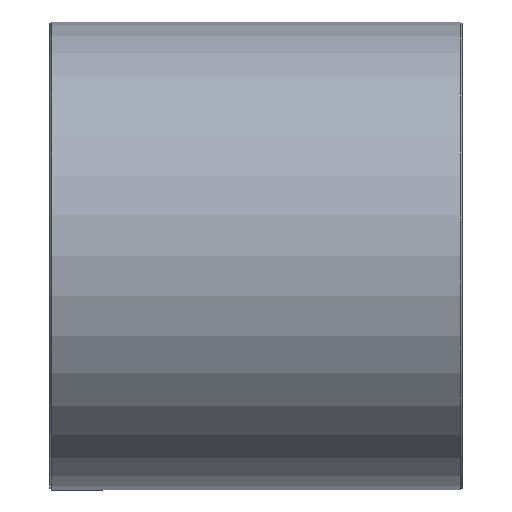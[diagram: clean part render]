
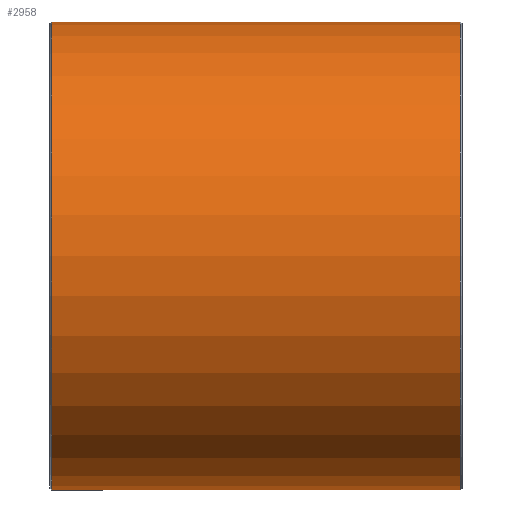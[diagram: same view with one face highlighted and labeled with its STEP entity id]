
A CAD part, top view. The second image highlights one B-rep face of the part: STEP entity #2958.
In plain terms, the highlighted cylindrical face has radius 27.25 mm (diameter 54.5 mm), a partial arc.
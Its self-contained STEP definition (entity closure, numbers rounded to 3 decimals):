
#71 = EDGE_CURVE ( 'NONE', #3768, #6354, #3273, .T. ) ;
#101 = CIRCLE ( 'NONE', #3860, 27.25 ) ;
#608 = CARTESIAN_POINT ( 'NONE',  ( -9., 27.25, 0. ) ) ;
#634 = CARTESIAN_POINT ( 'NONE',  ( -9., -27.25, 0. ) ) ;
#1140 = DIRECTION ( 'NONE',  ( -1., 0., 0. ) ) ;
#1482 = CARTESIAN_POINT ( 'NONE',  ( -23.8, -27.25, 0. ) ) ;
#1635 = CARTESIAN_POINT ( 'NONE',  ( -23.8, 27.25, 0. ) ) ;
#1647 = AXIS2_PLACEMENT_3D ( 'NONE', #3144, #4083, #3612 ) ;
#1709 = EDGE_CURVE ( 'NONE', #3768, #2605, #3661, .T. ) ;
#1743 = VECTOR ( 'NONE', #1140, 1000. ) ;
#2215 = LINE ( 'NONE', #608, #5505 ) ;
#2255 = ORIENTED_EDGE ( 'NONE', *, *, #5811, .F. ) ;
#2605 = VERTEX_POINT ( 'NONE', #1482 ) ;
#2645 = CARTESIAN_POINT ( 'NONE',  ( 23.8, 27.25, 0. ) ) ;
#2666 = DIRECTION ( 'NONE',  ( 0., -1., 0. ) ) ;
#2731 = CARTESIAN_POINT ( 'NONE',  ( -23.8, 0., 0. ) ) ;
#2740 = CARTESIAN_POINT ( 'NONE',  ( 23.8, -27.25, 0. ) ) ;
#2958 = ADVANCED_FACE ( 'NONE', ( #5525 ), #5181, .T. ) ;
#3144 = CARTESIAN_POINT ( 'NONE',  ( 23.8, 0., 0. ) ) ;
#3273 = CIRCLE ( 'NONE', #1647, 27.25 ) ;
#3276 = DIRECTION ( 'NONE',  ( -1., 0., 0. ) ) ;
#3612 = DIRECTION ( 'NONE',  ( 0., -1., 0. ) ) ;
#3661 = LINE ( 'NONE', #634, #1743 ) ;
#3768 = VERTEX_POINT ( 'NONE', #2740 ) ;
#3860 = AXIS2_PLACEMENT_3D ( 'NONE', #2731, #3276, #2666 ) ;
#4070 = EDGE_CURVE ( 'NONE', #6354, #4345, #2215, .T. ) ;
#4083 = DIRECTION ( 'NONE',  ( -1., 0., 0. ) ) ;
#4269 = DIRECTION ( 'NONE',  ( -1., 0., 0. ) ) ;
#4345 = VERTEX_POINT ( 'NONE', #1635 ) ;
#4957 = DIRECTION ( 'NONE',  ( -1., 0., 0. ) ) ;
#4978 = ORIENTED_EDGE ( 'NONE', *, *, #1709, .F. ) ;
#4984 = ORIENTED_EDGE ( 'NONE', *, *, #4070, .T. ) ;
#4994 = DIRECTION ( 'NONE',  ( 0., -1., 0. ) ) ;
#5083 = AXIS2_PLACEMENT_3D ( 'NONE', #6183, #4957, #4994 ) ;
#5181 = CYLINDRICAL_SURFACE ( 'NONE', #5083, 27.25 ) ;
#5505 = VECTOR ( 'NONE', #4269, 1000. ) ;
#5525 = FACE_OUTER_BOUND ( 'NONE', #5670, .T. ) ;
#5670 = EDGE_LOOP ( 'NONE', ( #6171, #4984, #2255, #4978 ) ) ;
#5811 = EDGE_CURVE ( 'NONE', #2605, #4345, #101, .T. ) ;
#6171 = ORIENTED_EDGE ( 'NONE', *, *, #71, .T. ) ;
#6183 = CARTESIAN_POINT ( 'NONE',  ( -9., 0., 0. ) ) ;
#6354 = VERTEX_POINT ( 'NONE', #2645 ) ;
